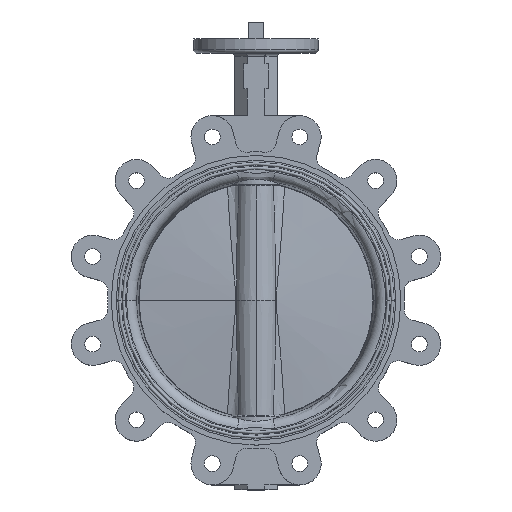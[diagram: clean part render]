
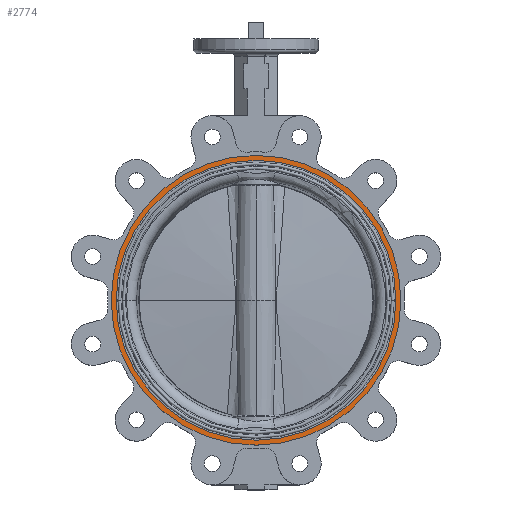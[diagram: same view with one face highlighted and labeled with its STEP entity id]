
A CAD part, top view. The second image highlights one B-rep face of the part: STEP entity #2774.
In plain terms, the highlighted planar face has unit normal (0, 0, 1).
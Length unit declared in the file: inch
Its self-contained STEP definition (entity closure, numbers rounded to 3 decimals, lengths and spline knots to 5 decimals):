
#667 = EDGE_LOOP ( 'NONE', ( #13216, #829 ) ) ;
#829 = ORIENTED_EDGE ( 'NONE', *, *, #2077, .F. ) ;
#881 = EDGE_CURVE ( 'NONE', #19110, #16519, #6232, .T. ) ;
#1383 = VERTEX_POINT ( 'NONE', #16532 ) ;
#2051 = CARTESIAN_POINT ( 'NONE',  ( 6.0088, 8.59357, 13.80057 ) ) ;
#2077 = EDGE_CURVE ( 'NONE', #1383, #21615, #15969, .T. ) ;
#2774 = ADVANCED_FACE ( 'NONE', ( #7341, #12579 ), #18646, .T. ) ;
#3110 = CARTESIAN_POINT ( 'NONE',  ( 14.0403, 8.59357, 13.80057 ) ) ;
#3126 = DIRECTION ( 'NONE',  ( 0., 0., 1. ) ) ;
#3403 = AXIS2_PLACEMENT_3D ( 'NONE', #14560, #12564, #21298 ) ;
#3580 = CARTESIAN_POINT ( 'NONE',  ( 6.0088, 8.59357, 13.80057 ) ) ;
#3852 = AXIS2_PLACEMENT_3D ( 'NONE', #3580, #19005, #10369 ) ;
#4549 = CARTESIAN_POINT ( 'NONE',  ( -1.62899, 8.59357, 13.80057 ) ) ;
#5117 = DIRECTION ( 'NONE',  ( 0., 0., 1. ) ) ;
#5335 = DIRECTION ( 'NONE',  ( 1., 0., 0. ) ) ;
#5656 = ORIENTED_EDGE ( 'NONE', *, *, #881, .T. ) ;
#6232 = CIRCLE ( 'NONE', #10837, 8.0315 ) ;
#7341 = FACE_BOUND ( 'NONE', #667, .T. ) ;
#7360 = EDGE_LOOP ( 'NONE', ( #5656, #20628 ) ) ;
#7475 = AXIS2_PLACEMENT_3D ( 'NONE', #2051, #5117, #5335 ) ;
#8805 = CARTESIAN_POINT ( 'NONE',  ( 6.0088, 8.59357, 13.80057 ) ) ;
#9269 = CARTESIAN_POINT ( 'NONE',  ( -2.02269, 8.59357, 13.80057 ) ) ;
#9591 = CARTESIAN_POINT ( 'NONE',  ( 6.0088, 8.59357, 13.80057 ) ) ;
#9732 = EDGE_CURVE ( 'NONE', #16519, #19110, #14524, .T. ) ;
#10369 = DIRECTION ( 'NONE',  ( 1., 0., 0. ) ) ;
#10837 = AXIS2_PLACEMENT_3D ( 'NONE', #8805, #18676, #20453 ) ;
#11493 = DIRECTION ( 'NONE',  ( -1., 0., 0. ) ) ;
#12564 = DIRECTION ( 'NONE',  ( 0., 0., 1. ) ) ;
#12579 = FACE_OUTER_BOUND ( 'NONE', #7360, .T. ) ;
#13216 = ORIENTED_EDGE ( 'NONE', *, *, #21804, .F. ) ;
#14524 = CIRCLE ( 'NONE', #3852, 8.0315 ) ;
#14526 = AXIS2_PLACEMENT_3D ( 'NONE', #9591, #3126, #11493 ) ;
#14560 = CARTESIAN_POINT ( 'NONE',  ( 6.0088, 8.59357, 13.80057 ) ) ;
#15969 = CIRCLE ( 'NONE', #14526, 7.6378 ) ;
#16519 = VERTEX_POINT ( 'NONE', #3110 ) ;
#16532 = CARTESIAN_POINT ( 'NONE',  ( 13.6466, 8.59357, 13.80057 ) ) ;
#18646 = PLANE ( 'NONE',  #7475 ) ;
#18676 = DIRECTION ( 'NONE',  ( 0., 0., 1. ) ) ;
#19005 = DIRECTION ( 'NONE',  ( 0., 0., 1. ) ) ;
#19110 = VERTEX_POINT ( 'NONE', #9269 ) ;
#20453 = DIRECTION ( 'NONE',  ( 1., 0., 0. ) ) ;
#20628 = ORIENTED_EDGE ( 'NONE', *, *, #9732, .T. ) ;
#21298 = DIRECTION ( 'NONE',  ( -1., 0., 0. ) ) ;
#21615 = VERTEX_POINT ( 'NONE', #4549 ) ;
#21804 = EDGE_CURVE ( 'NONE', #21615, #1383, #21985, .T. ) ;
#21985 = CIRCLE ( 'NONE', #3403, 7.6378 ) ;
